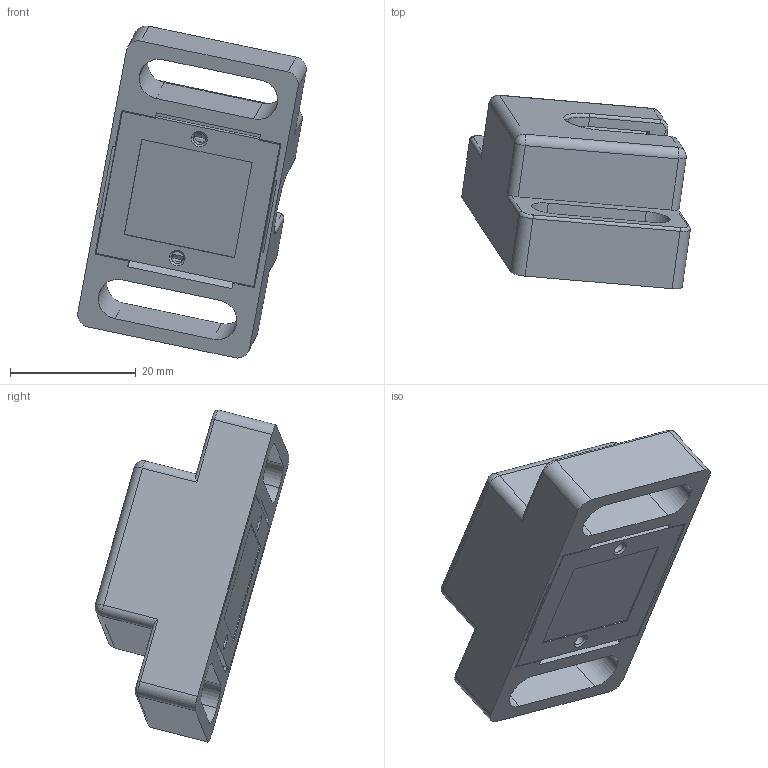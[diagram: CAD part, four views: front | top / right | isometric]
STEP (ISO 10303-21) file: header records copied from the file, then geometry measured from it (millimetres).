
FILE_DESCRIPTION(('STEP AP214'),'1');
FILE_NAME('fath_093043.stp','2017-04-20T09:17:28',('TraceParts'),('TraceParts S.A.'),'Spatial InterOp 3D',' ',' ');
FILE_SCHEMA(('automotive_design'));
Length unit declared in the file: millimetre
Products named in the file (6): fath_093043_1; fath_093043_2; fath_093043_3; fath_093043_4; fath_093043_5; fath_093043_6
Bounding box: 36.38 x 30.86 x 52.82 mm (x, y, z)
Volume: 11921.9 mm3; surface area: 11585.9 mm2
Topology: 6 solids, 6 shells, 443 faces, 1080 edges, 630 vertices
Faces by surface type: cylinder 162, plane 150, torus 63, sphere 35, bspline 25, cone 8
Entity records: 19956 total; most frequent: CARTESIAN_POINT 6022, DIRECTION 2244, ORIENTED_EDGE 2108, EDGE_CURVE 1054, AXIS2_PLACEMENT_3D 852, VERTEX_POINT 630, LINE 540, VECTOR 540
